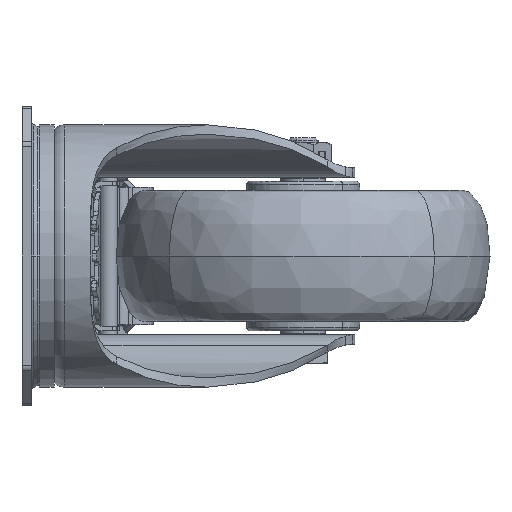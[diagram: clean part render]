
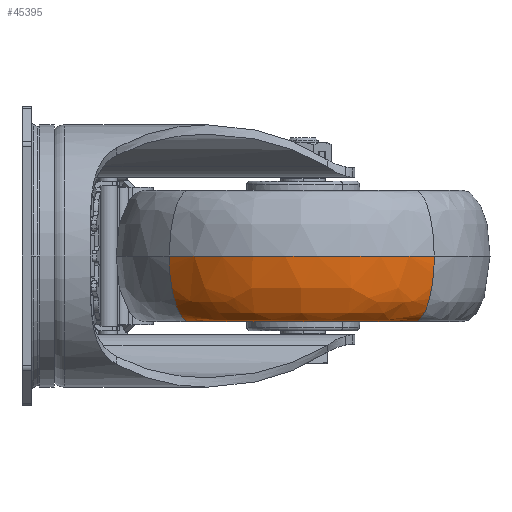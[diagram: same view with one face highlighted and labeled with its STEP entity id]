
A CAD part, left-side view. The second image highlights one B-rep face of the part: STEP entity #45395.
In plain terms, the highlighted free-form (B-spline) face has degree [3, 3] with [4, 4] control points.
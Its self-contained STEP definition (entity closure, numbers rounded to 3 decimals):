
#209 = CARTESIAN_POINT ( 'NONE',  ( 2.272, -109.978, -10.251 ) ) ;
#416 = EDGE_LOOP ( 'NONE', ( #5647, #57521, #42085, #40917 ) ) ;
#879 = CARTESIAN_POINT ( 'NONE',  ( 38., -75., -17.5 ) ) ;
#924 = AXIS2_PLACEMENT_3D ( 'NONE', #879, #14838, #38512 ) ;
#1651 = VERTEX_POINT ( 'NONE', #54096 ) ;
#1677 = CARTESIAN_POINT ( 'NONE',  ( 38., -75., 0. ) ) ;
#3794 = CARTESIAN_POINT ( 'NONE',  ( 4.491, -107.805, -17.5 ) ) ;
#4712 = CARTESIAN_POINT ( 'NONE',  ( 5.195, -41.491, -17.5 ) ) ;
#5647 = ORIENTED_EDGE ( 'NONE', *, *, #51683, .F. ) ;
#8747 = CARTESIAN_POINT ( 'NONE',  ( 3.022, -39.272, -10.251 ) ) ;
#9057 = CARTESIAN_POINT ( 'NONE',  ( 2.272, -109.978, 0. ) ) ;
#9520 = VERTEX_POINT ( 'NONE', #28451 ) ;
#10549 = VERTEX_POINT ( 'NONE', #35746 ) ;
#10752 = AXIS2_PLACEMENT_3D ( 'NONE', #1677, #20595, #30851 ) ;
#11689 = EDGE_CURVE ( 'NONE', #1651, #10549, #36636, .T. ) ;
#13384 = CARTESIAN_POINT ( 'NONE',  ( -17.907, -59.761, -10.251 ) ) ;
#14838 = DIRECTION ( 'NONE',  ( 0., 0., 1. ) ) ;
#14914 = CARTESIAN_POINT ( 'NONE',  ( 5.195, -41.491, -17.5 ) ) ;
#15546 = CARTESIAN_POINT ( 'NONE',  ( 3.022, -39.272, -10.251 ) ) ;
#16457 =( BOUNDED_CURVE ( )  B_SPLINE_CURVE ( 3, ( #56101, #32211, #209, #23521 ),
 .UNSPECIFIED., .F., .F. ) 
 B_SPLINE_CURVE_WITH_KNOTS ( ( 4, 4 ),
 ( 0., 1.571 ),
 .UNSPECIFIED. ) 
 CURVE ( )  GEOMETRIC_REPRESENTATION_ITEM ( )  RATIONAL_B_SPLINE_CURVE ( ( 1., 0.805, 0.805, 1. ) ) 
 REPRESENTATION_ITEM ( '' )  );
#17733 = CARTESIAN_POINT ( 'NONE',  ( 3.022, -39.272, 0. ) ) ;
#18666 = CARTESIAN_POINT ( 'NONE',  ( -14.434, -60.708, -17.5 ) ) ;
#20200 = CARTESIAN_POINT ( 'NONE',  ( 3.022, -39.272, 0. ) ) ;
#20595 = DIRECTION ( 'NONE',  ( 0., 0., -1. ) ) ;
#23033 = CARTESIAN_POINT ( 'NONE',  ( 8.269, -44.631, -17.5 ) ) ;
#23521 = CARTESIAN_POINT ( 'NONE',  ( 2.272, -109.978, 0. ) ) ;
#23657 = CARTESIAN_POINT ( 'NONE',  ( -9.786, -86.942, -17.5 ) ) ;
#24067 = FACE_OUTER_BOUND ( 'NONE', #416, .T. ) ;
#27010 = VERTEX_POINT ( 'NONE', #60820 ) ;
#27695 = CARTESIAN_POINT ( 'NONE',  ( -14.725, -88.176, -17.5 ) ) ;
#28451 = CARTESIAN_POINT ( 'NONE',  ( 3.022, -39.272, 0. ) ) ;
#30851 = DIRECTION ( 'NONE',  ( -0.715, -0.7, 0. ) ) ;
#31533 =( BOUNDED_SURFACE ( )  B_SPLINE_SURFACE ( 3, 3, ( 
 ( #23033, #51946, #23657, #56862 ),
 ( #4712, #18666, #27695, #3794 ),
 ( #8747, #13384, #32661, #51030 ),
 ( #17733, #31739, #41396, #9057 ) ),
 .UNSPECIFIED., .F., .F., .T. ) 
 B_SPLINE_SURFACE_WITH_KNOTS ( ( 4, 4 ),
 ( 4, 4 ),
 ( 0., 1. ),
 ( 0., 1. ),
 .UNSPECIFIED. ) 
 GEOMETRIC_REPRESENTATION_ITEM ( )  RATIONAL_B_SPLINE_SURFACE ( (
 ( 1., 0.805, 0.805, 1.),
 ( 0.805, 0.648, 0.648, 0.805),
 ( 0.805, 0.648, 0.648, 0.805),
 ( 1., 0.805, 0.805, 1.) ) ) 
 REPRESENTATION_ITEM ( '' )  SURFACE ( )  );
#31739 = CARTESIAN_POINT ( 'NONE',  ( -17.907, -59.761, 0. ) ) ;
#32211 = CARTESIAN_POINT ( 'NONE',  ( 4.491, -107.805, -17.5 ) ) ;
#32661 = CARTESIAN_POINT ( 'NONE',  ( -18.218, -89.049, -10.251 ) ) ;
#35746 = CARTESIAN_POINT ( 'NONE',  ( 7.631, -104.731, -17.5 ) ) ;
#36636 = CIRCLE ( 'NONE', #924, 42.5 ) ;
#37554 = CIRCLE ( 'NONE', #10752, 50. ) ;
#38512 = DIRECTION ( 'NONE',  ( 0.715, 0.7, 0. ) ) ;
#40917 = ORIENTED_EDGE ( 'NONE', *, *, #42198, .T. ) ;
#41396 = CARTESIAN_POINT ( 'NONE',  ( -18.218, -89.049, 0. ) ) ;
#42085 = ORIENTED_EDGE ( 'NONE', *, *, #55576, .T. ) ;
#42198 = EDGE_CURVE ( 'NONE', #27010, #9520, #37554, .T. ) ;
#43273 = CARTESIAN_POINT ( 'NONE',  ( 8.269, -44.631, -17.5 ) ) ;
#45395 = ADVANCED_FACE ( 'NONE', ( #24067 ), #31533, .F. ) ;
#46261 =( BOUNDED_CURVE ( )  B_SPLINE_CURVE ( 3, ( #43273, #14914, #15546, #20200 ),
 .UNSPECIFIED., .F., .F. ) 
 B_SPLINE_CURVE_WITH_KNOTS ( ( 4, 4 ),
 ( 0., 1.571 ),
 .UNSPECIFIED. ) 
 CURVE ( )  GEOMETRIC_REPRESENTATION_ITEM ( )  RATIONAL_B_SPLINE_CURVE ( ( 1., 0.805, 0.805, 1. ) ) 
 REPRESENTATION_ITEM ( '' )  );
#51030 = CARTESIAN_POINT ( 'NONE',  ( 2.272, -109.978, -10.251 ) ) ;
#51683 = EDGE_CURVE ( 'NONE', #1651, #9520, #46261, .T. ) ;
#51946 = CARTESIAN_POINT ( 'NONE',  ( -9.521, -62.047, -17.5 ) ) ;
#54096 = CARTESIAN_POINT ( 'NONE',  ( 8.269, -44.631, -17.5 ) ) ;
#55576 = EDGE_CURVE ( 'NONE', #10549, #27010, #16457, .T. ) ;
#56101 = CARTESIAN_POINT ( 'NONE',  ( 7.631, -104.731, -17.5 ) ) ;
#56862 = CARTESIAN_POINT ( 'NONE',  ( 7.631, -104.731, -17.5 ) ) ;
#57521 = ORIENTED_EDGE ( 'NONE', *, *, #11689, .T. ) ;
#60820 = CARTESIAN_POINT ( 'NONE',  ( 2.272, -109.978, 0. ) ) ;
